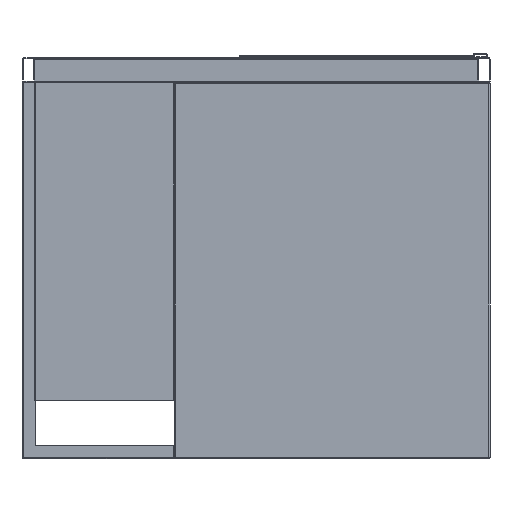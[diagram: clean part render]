
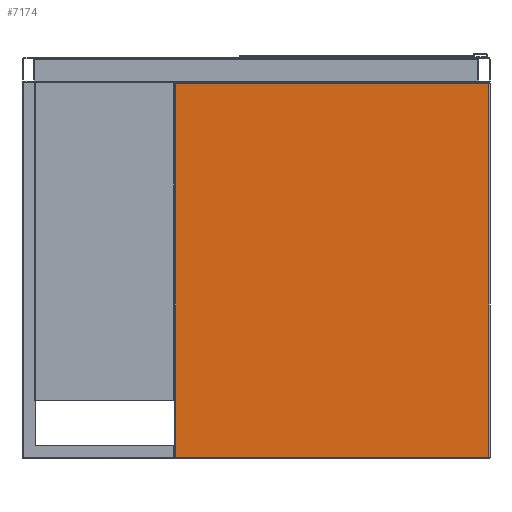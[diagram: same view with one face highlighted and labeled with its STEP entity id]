
A CAD part, front view. The second image highlights one B-rep face of the part: STEP entity #7174.
In plain terms, the highlighted planar face has unit normal (0, -1, 0).
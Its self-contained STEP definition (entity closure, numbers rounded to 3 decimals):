
#478 = ORIENTED_EDGE ( 'NONE', *, *, #10873, .T. ) ;
#766 = DIRECTION ( 'NONE',  ( 0., 0., -1. ) ) ;
#1892 = DIRECTION ( 'NONE',  ( -1., 0., 0. ) ) ;
#3388 = EDGE_CURVE ( 'NONE', #18241, #18037, #10332, .T. ) ;
#3390 = CARTESIAN_POINT ( 'NONE',  ( -258., -380., -42. ) ) ;
#4348 = LINE ( 'NONE', #31742, #20653 ) ;
#4353 = LINE ( 'NONE', #24501, #14726 ) ;
#6629 = VERTEX_POINT ( 'NONE', #20935 ) ;
#7174 = ADVANCED_FACE ( 'Fl�che8', ( #30265 ), #27962, .T. ) ;
#7510 = CARTESIAN_POINT ( 'NONE',  ( -260., -380., -660. ) ) ;
#7669 = DIRECTION ( 'NONE',  ( 0., -1., 0. ) ) ;
#8785 = EDGE_CURVE ( 'NONE', #18037, #23913, #4348, .T. ) ;
#9354 = CARTESIAN_POINT ( 'NONE',  ( -258., -380., -658. ) ) ;
#10301 = DIRECTION ( 'NONE',  ( 0., 0., -1. ) ) ;
#10332 = LINE ( 'NONE', #30142, #16561 ) ;
#10873 = EDGE_CURVE ( 'NONE', #6629, #18241, #4353, .T. ) ;
#10946 = ORIENTED_EDGE ( 'NONE', *, *, #11996, .T. ) ;
#11996 = EDGE_CURVE ( 'NONE', #23913, #6629, #20912, .T. ) ;
#14726 = VECTOR ( 'NONE', #1892, 1000. ) ;
#16561 = VECTOR ( 'NONE', #766, 1000. ) ;
#18037 = VERTEX_POINT ( 'NONE', #9354 ) ;
#18241 = VERTEX_POINT ( 'NONE', #3390 ) ;
#18446 = DIRECTION ( 'NONE',  ( 0., 0., 1. ) ) ;
#18692 = ORIENTED_EDGE ( 'NONE', *, *, #8785, .T. ) ;
#18969 = AXIS2_PLACEMENT_3D ( 'NONE', #7510, #7669, #10301 ) ;
#20653 = VECTOR ( 'NONE', #27116, 1000. ) ;
#20912 = LINE ( 'NONE', #30961, #23761 ) ;
#20935 = CARTESIAN_POINT ( 'NONE',  ( 258., -380., -42. ) ) ;
#22375 = CARTESIAN_POINT ( 'NONE',  ( 258., -380., -658. ) ) ;
#23761 = VECTOR ( 'NONE', #18446, 1000. ) ;
#23913 = VERTEX_POINT ( 'NONE', #22375 ) ;
#24108 = ORIENTED_EDGE ( 'NONE', *, *, #3388, .T. ) ;
#24501 = CARTESIAN_POINT ( 'NONE',  ( -260., -380., -42. ) ) ;
#27116 = DIRECTION ( 'NONE',  ( 1., 0., 0. ) ) ;
#27962 = PLANE ( 'NONE',  #18969 ) ;
#29786 = EDGE_LOOP ( 'NONE', ( #478, #24108, #18692, #10946 ) ) ;
#30142 = CARTESIAN_POINT ( 'NONE',  ( -258., -380., -660. ) ) ;
#30265 = FACE_OUTER_BOUND ( 'NONE', #29786, .T. ) ;
#30961 = CARTESIAN_POINT ( 'NONE',  ( 258., -380., -660. ) ) ;
#31742 = CARTESIAN_POINT ( 'NONE',  ( -260., -380., -658. ) ) ;
